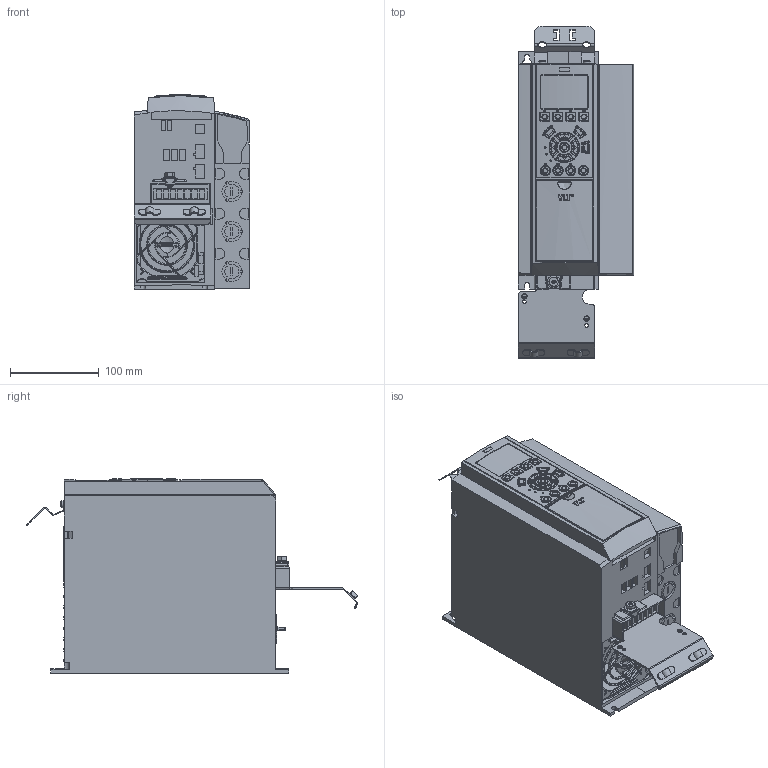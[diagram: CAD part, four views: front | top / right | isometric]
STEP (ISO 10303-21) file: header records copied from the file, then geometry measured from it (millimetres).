
FILE_DESCRIPTION((''),'2;1');
FILE_NAME('DANFOSS-FC100-A2-IP20-ABC-014','2019-09-04T',('U322080'),(''),'CREO PARAMETRIC BY PTC INC, 2018070','CREO PARAMETRIC BY PTC INC, 2018070','');
FILE_SCHEMA(('CONFIG_CONTROL_DESIGN'));
Products named in the file (1): DANFOSS-FC100-A2-IP20-ABC-014
Bounding box: 130.2 x 373.7 x 218.95 mm (x, y, z)
Surface area: 317732.8 mm2 (no closed solid volume)
Topology: 0 solids, 20 shells, 2702 faces, 7023 edges, 4429 vertices
Faces by surface type: plane 1074, cylinder 715, bspline 644, torus 150, cone 53, sphere 34, extrusion 32
Entity records: 142314 total; most frequent: CARTESIAN_POINT 57371, ORIENTED_EDGE 13998, DIRECTION 10029, EDGE_CURVE 6999, VERTEX_POINT 4429, FILL_AREA_STYLE_COLOUR 3910, FILL_AREA_STYLE 3910, SURFACE_STYLE_FILL_AREA 3910
